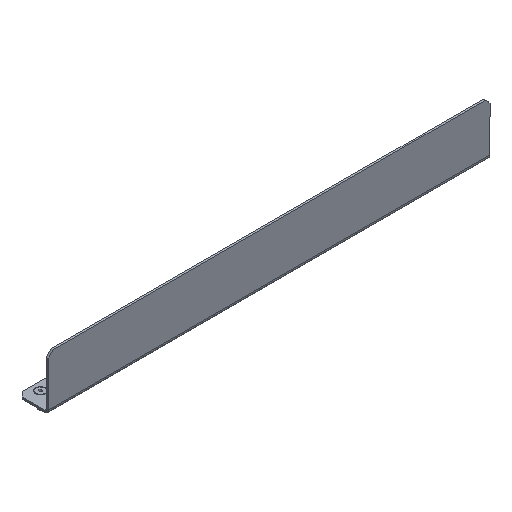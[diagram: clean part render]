
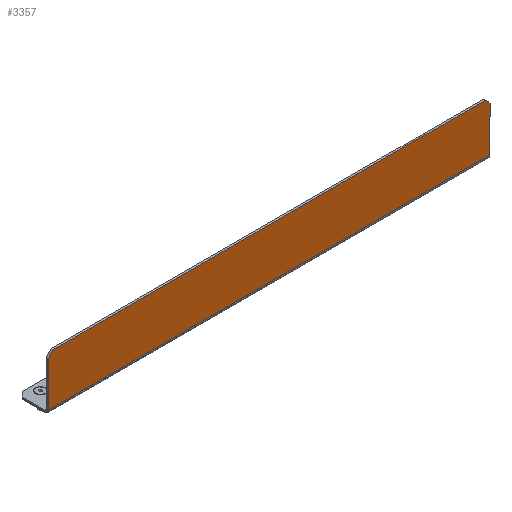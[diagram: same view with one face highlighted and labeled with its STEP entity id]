
A CAD part, isometric view. The second image highlights one B-rep face of the part: STEP entity #3357.
In plain terms, the highlighted planar face has unit normal (0, -1, 0).
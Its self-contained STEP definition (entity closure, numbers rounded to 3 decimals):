
#102 = CARTESIAN_POINT ( 'NONE',  ( 225.5, -16., 2. ) ) ;
#133 = PLANE ( 'NONE',  #6400 ) ;
#304 = EDGE_CURVE ( 'NONE', #603, #2130, #1527, .T. ) ;
#516 = CARTESIAN_POINT ( 'NONE',  ( -225.5, -16., 48. ) ) ;
#603 = VERTEX_POINT ( 'NONE', #6897 ) ;
#713 = DIRECTION ( 'NONE',  ( 0., 0., 1. ) ) ;
#742 = VECTOR ( 'NONE', #1871, 1000. ) ;
#822 = CARTESIAN_POINT ( 'NONE',  ( 225.5, -16., 48. ) ) ;
#853 = ORIENTED_EDGE ( 'NONE', *, *, #6240, .T. ) ;
#1223 = ORIENTED_EDGE ( 'NONE', *, *, #2837, .T. ) ;
#1412 = CARTESIAN_POINT ( 'NONE',  ( 220.5, -16., 53. ) ) ;
#1461 = VERTEX_POINT ( 'NONE', #102 ) ;
#1527 = LINE ( 'NONE', #4515, #2122 ) ;
#1537 = ORIENTED_EDGE ( 'NONE', *, *, #304, .T. ) ;
#1757 = VECTOR ( 'NONE', #3139, 1000. ) ;
#1770 = ORIENTED_EDGE ( 'NONE', *, *, #2275, .F. ) ;
#1871 = DIRECTION ( 'NONE',  ( -1., 0., 0. ) ) ;
#1975 = EDGE_LOOP ( 'NONE', ( #6048, #1223, #853, #1537, #6562, #1770 ) ) ;
#2122 = VECTOR ( 'NONE', #2326, 1000. ) ;
#2130 = VERTEX_POINT ( 'NONE', #516 ) ;
#2164 = CARTESIAN_POINT ( 'NONE',  ( 0., -16., 53. ) ) ;
#2275 = EDGE_CURVE ( 'NONE', #1461, #2376, #3677, .T. ) ;
#2326 = DIRECTION ( 'NONE',  ( -0.707, 0., -0.707 ) ) ;
#2376 = VERTEX_POINT ( 'NONE', #3057 ) ;
#2567 = VECTOR ( 'NONE', #3775, 1000. ) ;
#2690 = FACE_OUTER_BOUND ( 'NONE', #1975, .T. ) ;
#2776 = VECTOR ( 'NONE', #6543, 1000. ) ;
#2837 = EDGE_CURVE ( 'NONE', #3454, #5227, #5122, .T. ) ;
#3057 = CARTESIAN_POINT ( 'NONE',  ( -225.5, -16., 2. ) ) ;
#3095 = CARTESIAN_POINT ( 'NONE',  ( 225.5, -16., 0. ) ) ;
#3139 = DIRECTION ( 'NONE',  ( 0., 0., -1. ) ) ;
#3357 = ADVANCED_FACE ( 'NONE', ( #2690 ), #133, .F. ) ;
#3393 = CARTESIAN_POINT ( 'NONE',  ( 0., -16., 0. ) ) ;
#3454 = VERTEX_POINT ( 'NONE', #822 ) ;
#3677 = LINE ( 'NONE', #6099, #742 ) ;
#3775 = DIRECTION ( 'NONE',  ( -1., 0., 0. ) ) ;
#3939 = DIRECTION ( 'NONE',  ( 0., 1., 0. ) ) ;
#4174 = EDGE_CURVE ( 'NONE', #2130, #2376, #6526, .T. ) ;
#4515 = CARTESIAN_POINT ( 'NONE',  ( -225.5, -16., 48. ) ) ;
#4640 = DIRECTION ( 'NONE',  ( 0., 0., 1. ) ) ;
#5122 = LINE ( 'NONE', #6040, #2776 ) ;
#5179 = CARTESIAN_POINT ( 'NONE',  ( -225.5, -16., 0. ) ) ;
#5227 = VERTEX_POINT ( 'NONE', #1412 ) ;
#5399 = EDGE_CURVE ( 'NONE', #1461, #3454, #6331, .T. ) ;
#5911 = VECTOR ( 'NONE', #4640, 1000. ) ;
#6040 = CARTESIAN_POINT ( 'NONE',  ( 220.5, -16., 53. ) ) ;
#6048 = ORIENTED_EDGE ( 'NONE', *, *, #5399, .T. ) ;
#6099 = CARTESIAN_POINT ( 'NONE',  ( -225.5, -16., 2. ) ) ;
#6240 = EDGE_CURVE ( 'NONE', #5227, #603, #6333, .T. ) ;
#6331 = LINE ( 'NONE', #3095, #5911 ) ;
#6333 = LINE ( 'NONE', #2164, #2567 ) ;
#6400 = AXIS2_PLACEMENT_3D ( 'NONE', #3393, #3939, #713 ) ;
#6526 = LINE ( 'NONE', #5179, #1757 ) ;
#6543 = DIRECTION ( 'NONE',  ( -0.707, 0., 0.707 ) ) ;
#6562 = ORIENTED_EDGE ( 'NONE', *, *, #4174, .T. ) ;
#6897 = CARTESIAN_POINT ( 'NONE',  ( -220.5, -16., 53. ) ) ;
